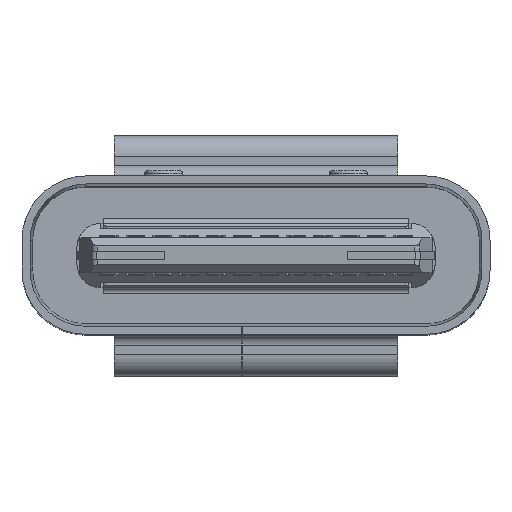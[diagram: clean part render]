
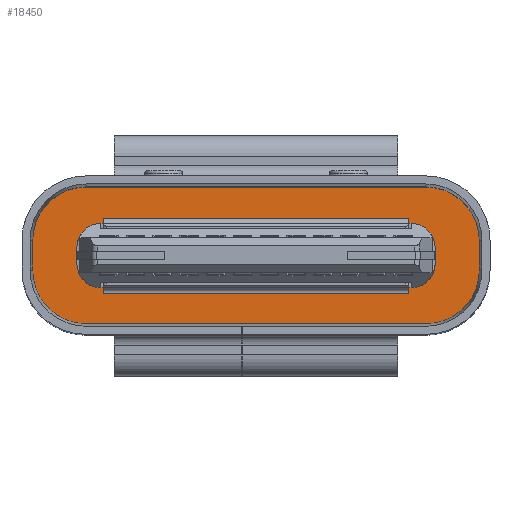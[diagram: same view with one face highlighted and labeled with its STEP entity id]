
A CAD part, top view. The second image highlights one B-rep face of the part: STEP entity #18450.
In plain terms, the highlighted planar face has unit normal (0, 0, 1).
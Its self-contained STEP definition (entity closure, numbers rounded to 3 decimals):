
#134=FACE_BOUND('',#3185,.T.);
#1310=PLANE('',#19735);
#2207=FACE_OUTER_BOUND('',#3184,.T.);
#3184=EDGE_LOOP('',(#16285,#16286,#16287,#16288,#16289,#16290,#16291,#16292,
#16293,#16294));
#3185=EDGE_LOOP('',(#16295,#16296,#16297,#16298,#16299,#16300,#16301,#16302,
#16303,#16304,#16305,#16306,#16307,#16308,#16309,#16310));
#3347=LINE('',#24849,#5490);
#3503=LINE('',#26027,#5646);
#3506=LINE('',#26035,#5649);
#3509=LINE('',#26043,#5652);
#3518=LINE('',#26074,#5661);
#4909=LINE('',#29578,#7052);
#4911=LINE('',#29584,#7054);
#4913=LINE('',#29588,#7056);
#4922=LINE('',#29625,#7065);
#4929=LINE('',#29652,#7072);
#4931=LINE('',#29658,#7074);
#4933=LINE('',#29662,#7076);
#4986=LINE('',#29791,#7129);
#5167=LINE('',#30272,#7310);
#5168=LINE('',#30274,#7311);
#5169=LINE('',#30276,#7312);
#5170=LINE('',#30278,#7313);
#5171=LINE('',#30281,#7314);
#5490=VECTOR('',#20017,10.);
#5646=VECTOR('',#20419,0.56);
#5649=VECTOR('',#20428,6.34);
#5652=VECTOR('',#20437,0.56);
#5661=VECTOR('',#20464,3.635);
#7052=VECTOR('',#23349,0.1);
#7054=VECTOR('',#23355,5.7);
#7056=VECTOR('',#23359,0.1);
#7065=VECTOR('',#23396,0.3);
#7072=VECTOR('',#23413,0.1);
#7074=VECTOR('',#23419,5.7);
#7076=VECTOR('',#23423,0.1);
#7129=VECTOR('',#23556,2.695);
#7310=VECTOR('',#24061,0.045);
#7311=VECTOR('',#24062,0.045);
#7312=VECTOR('',#24065,0.045);
#7313=VECTOR('',#24066,0.045);
#7314=VECTOR('',#24069,0.3);
#7684=CIRCLE('',#18746,1.);
#7685=CIRCLE('',#18749,1.);
#7686=CIRCLE('',#18752,1.);
#7687=CIRCLE('',#18755,1.);
#7864=CIRCLE('',#19529,0.45);
#7939=CIRCLE('',#19736,0.45);
#7940=CIRCLE('',#19737,0.45);
#7941=CIRCLE('',#19738,0.45);
#8024=VERTEX_POINT('',#24846);
#8025=VERTEX_POINT('',#24848);
#8194=VERTEX_POINT('',#26019);
#8195=VERTEX_POINT('',#26021);
#8196=VERTEX_POINT('',#26025);
#8197=VERTEX_POINT('',#26029);
#8198=VERTEX_POINT('',#26033);
#8199=VERTEX_POINT('',#26037);
#8200=VERTEX_POINT('',#26041);
#8201=VERTEX_POINT('',#26045);
#9265=VERTEX_POINT('',#29574);
#9266=VERTEX_POINT('',#29576);
#9268=VERTEX_POINT('',#29582);
#9269=VERTEX_POINT('',#29586);
#9280=VERTEX_POINT('',#29618);
#9283=VERTEX_POINT('',#29623);
#9289=VERTEX_POINT('',#29643);
#9291=VERTEX_POINT('',#29648);
#9292=VERTEX_POINT('',#29650);
#9294=VERTEX_POINT('',#29656);
#9295=VERTEX_POINT('',#29660);
#9468=VERTEX_POINT('',#30269);
#9469=VERTEX_POINT('',#30270);
#9470=VERTEX_POINT('',#30273);
#9471=VERTEX_POINT('',#30277);
#9472=VERTEX_POINT('',#30279);
#9722=EDGE_CURVE('',#8025,#8024,#3347,.T.);
#9946=EDGE_CURVE('',#8194,#8195,#7684,.T.);
#9949=EDGE_CURVE('',#8194,#8196,#3503,.T.);
#9951=EDGE_CURVE('',#8197,#8196,#7685,.T.);
#9953=EDGE_CURVE('',#8198,#8197,#3506,.T.);
#9955=EDGE_CURVE('',#8199,#8198,#7686,.T.);
#9957=EDGE_CURVE('',#8200,#8199,#3509,.T.);
#9959=EDGE_CURVE('',#8201,#8200,#7687,.T.);
#9973=EDGE_CURVE('',#8201,#8025,#3518,.T.);
#11557=EDGE_CURVE('',#9265,#9266,#4909,.T.);
#11560=EDGE_CURVE('',#9266,#9268,#4911,.T.);
#11562=EDGE_CURVE('',#9268,#9269,#4913,.T.);
#11579=EDGE_CURVE('',#9280,#9283,#4922,.T.);
#11587=EDGE_CURVE('',#9289,#9283,#7864,.T.);
#11590=EDGE_CURVE('',#9292,#9291,#4929,.T.);
#11593=EDGE_CURVE('',#9292,#9294,#4931,.T.);
#11595=EDGE_CURVE('',#9294,#9295,#4933,.T.);
#11658=EDGE_CURVE('',#8024,#8195,#4986,.T.);
#11905=EDGE_CURVE('',#9468,#9469,#7939,.T.);
#11906=EDGE_CURVE('',#9468,#9265,#5167,.T.);
#11907=EDGE_CURVE('',#9269,#9470,#5168,.T.);
#11908=EDGE_CURVE('',#9280,#9470,#7940,.T.);
#11909=EDGE_CURVE('',#9289,#9291,#5169,.T.);
#11910=EDGE_CURVE('',#9295,#9471,#5170,.T.);
#11911=EDGE_CURVE('',#9472,#9471,#7941,.T.);
#11912=EDGE_CURVE('',#9472,#9469,#5171,.T.);
#16285=ORIENTED_EDGE('',*,*,#9722,.T.);
#16286=ORIENTED_EDGE('',*,*,#11658,.T.);
#16287=ORIENTED_EDGE('',*,*,#9946,.F.);
#16288=ORIENTED_EDGE('',*,*,#9949,.T.);
#16289=ORIENTED_EDGE('',*,*,#9951,.F.);
#16290=ORIENTED_EDGE('',*,*,#9953,.F.);
#16291=ORIENTED_EDGE('',*,*,#9955,.F.);
#16292=ORIENTED_EDGE('',*,*,#9957,.F.);
#16293=ORIENTED_EDGE('',*,*,#9959,.F.);
#16294=ORIENTED_EDGE('',*,*,#9973,.T.);
#16295=ORIENTED_EDGE('',*,*,#11905,.F.);
#16296=ORIENTED_EDGE('',*,*,#11906,.T.);
#16297=ORIENTED_EDGE('',*,*,#11557,.T.);
#16298=ORIENTED_EDGE('',*,*,#11560,.T.);
#16299=ORIENTED_EDGE('',*,*,#11562,.T.);
#16300=ORIENTED_EDGE('',*,*,#11907,.T.);
#16301=ORIENTED_EDGE('',*,*,#11908,.F.);
#16302=ORIENTED_EDGE('',*,*,#11579,.T.);
#16303=ORIENTED_EDGE('',*,*,#11587,.F.);
#16304=ORIENTED_EDGE('',*,*,#11909,.T.);
#16305=ORIENTED_EDGE('',*,*,#11590,.F.);
#16306=ORIENTED_EDGE('',*,*,#11593,.T.);
#16307=ORIENTED_EDGE('',*,*,#11595,.T.);
#16308=ORIENTED_EDGE('',*,*,#11910,.T.);
#16309=ORIENTED_EDGE('',*,*,#11911,.F.);
#16310=ORIENTED_EDGE('',*,*,#11912,.T.);
#18450=ADVANCED_FACE('',(#2207,#134),#1310,.T.);
#18746=AXIS2_PLACEMENT_3D('',#26022,#20413,#20414);
#18749=AXIS2_PLACEMENT_3D('',#26031,#20423,#20424);
#18752=AXIS2_PLACEMENT_3D('',#26039,#20432,#20433);
#18755=AXIS2_PLACEMENT_3D('',#26047,#20441,#20442);
#19529=AXIS2_PLACEMENT_3D('',#29645,#23406,#23407);
#19735=AXIS2_PLACEMENT_3D('',#30268,#24057,#24058);
#19736=AXIS2_PLACEMENT_3D('',#30271,#24059,#24060);
#19737=AXIS2_PLACEMENT_3D('',#30275,#24063,#24064);
#19738=AXIS2_PLACEMENT_3D('',#30280,#24067,#24068);
#20017=DIRECTION('',(1.,0.,0.));
#20413=DIRECTION('center_axis',(0.,0.,-1.));
#20414=DIRECTION('ref_axis',(1.,0.,0.));
#20419=DIRECTION('',(0.,1.,0.));
#20423=DIRECTION('center_axis',(0.,0.,-1.));
#20424=DIRECTION('ref_axis',(0.,1.,0.));
#20428=DIRECTION('',(1.,0.,0.));
#20432=DIRECTION('center_axis',(0.,0.,-1.));
#20433=DIRECTION('ref_axis',(-1.,0.,0.));
#20437=DIRECTION('',(0.,1.,0.));
#20441=DIRECTION('center_axis',(0.,0.,-1.));
#20442=DIRECTION('ref_axis',(0.,-1.,0.));
#20464=DIRECTION('',(1.,0.,0.));
#23349=DIRECTION('',(0.,1.,0.));
#23355=DIRECTION('',(1.,0.,0.));
#23359=DIRECTION('',(0.,-1.,0.));
#23396=DIRECTION('',(0.,-1.,0.));
#23406=DIRECTION('center_axis',(0.,0.,1.));
#23407=DIRECTION('ref_axis',(0.,-1.,0.));
#23413=DIRECTION('',(0.,1.,0.));
#23419=DIRECTION('',(-1.,0.,0.));
#23423=DIRECTION('',(0.,1.,0.));
#23556=DIRECTION('',(1.,0.,0.));
#24057=DIRECTION('center_axis',(0.,0.,1.));
#24058=DIRECTION('ref_axis',(1.,0.,0.));
#24059=DIRECTION('center_axis',(0.,0.,1.));
#24060=DIRECTION('ref_axis',(0.,1.,0.));
#24061=DIRECTION('',(1.,0.,0.));
#24062=DIRECTION('',(1.,0.,0.));
#24063=DIRECTION('center_axis',(0.,0.,1.));
#24064=DIRECTION('ref_axis',(1.,0.,0.));
#24065=DIRECTION('',(-1.,0.,0.));
#24066=DIRECTION('',(-1.,0.,0.));
#24067=DIRECTION('center_axis',(0.,0.,1.));
#24068=DIRECTION('ref_axis',(-1.,0.,0.));
#24069=DIRECTION('',(0.,1.,0.));
#24846=CARTESIAN_POINT('',(0.475,-1.28,2.602));
#24848=CARTESIAN_POINT('',(0.465,-1.28,2.602));
#24849=CARTESIAN_POINT('',(1.795,-1.28,2.602));
#26019=CARTESIAN_POINT('',(4.17,-0.28,2.602));
#26021=CARTESIAN_POINT('',(3.17,-1.28,2.602));
#26022=CARTESIAN_POINT('Origin',(3.17,-0.28,2.602));
#26025=CARTESIAN_POINT('',(4.17,0.28,2.602));
#26027=CARTESIAN_POINT('',(4.17,-0.28,2.602));
#26029=CARTESIAN_POINT('',(3.17,1.28,2.602));
#26031=CARTESIAN_POINT('Origin',(3.17,0.28,2.602));
#26033=CARTESIAN_POINT('',(-3.17,1.28,2.602));
#26035=CARTESIAN_POINT('',(-3.17,1.28,2.602));
#26037=CARTESIAN_POINT('',(-4.17,0.28,2.602));
#26039=CARTESIAN_POINT('Origin',(-3.17,0.28,2.602));
#26041=CARTESIAN_POINT('',(-4.17,-0.28,2.602));
#26043=CARTESIAN_POINT('',(-4.17,-0.28,2.602));
#26045=CARTESIAN_POINT('',(-3.17,-1.28,2.602));
#26047=CARTESIAN_POINT('Origin',(-3.17,-0.28,2.602));
#26074=CARTESIAN_POINT('',(-3.17,-1.28,2.602));
#29574=CARTESIAN_POINT('',(-2.85,0.6,2.602));
#29576=CARTESIAN_POINT('',(-2.85,0.7,2.602));
#29578=CARTESIAN_POINT('',(-2.85,0.6,2.602));
#29582=CARTESIAN_POINT('',(2.85,0.7,2.602));
#29584=CARTESIAN_POINT('',(-2.85,0.7,2.602));
#29586=CARTESIAN_POINT('',(2.85,0.6,2.602));
#29588=CARTESIAN_POINT('',(2.85,0.7,2.602));
#29618=CARTESIAN_POINT('',(3.345,0.15,2.602));
#29623=CARTESIAN_POINT('',(3.345,-0.15,2.602));
#29625=CARTESIAN_POINT('',(3.345,0.15,2.602));
#29643=CARTESIAN_POINT('',(2.895,-0.6,2.602));
#29645=CARTESIAN_POINT('Origin',(2.895,-0.15,2.602));
#29648=CARTESIAN_POINT('',(2.85,-0.6,2.602));
#29650=CARTESIAN_POINT('',(2.85,-0.7,2.602));
#29652=CARTESIAN_POINT('',(2.85,-0.7,2.602));
#29656=CARTESIAN_POINT('',(-2.85,-0.7,2.602));
#29658=CARTESIAN_POINT('',(2.85,-0.7,2.602));
#29660=CARTESIAN_POINT('',(-2.85,-0.6,2.602));
#29662=CARTESIAN_POINT('',(-2.85,-0.7,2.602));
#29791=CARTESIAN_POINT('',(0.475,-1.28,2.602));
#30268=CARTESIAN_POINT('Origin',(3.485,0.,2.602));
#30269=CARTESIAN_POINT('',(-2.895,0.6,2.602));
#30270=CARTESIAN_POINT('',(-3.345,0.15,2.602));
#30271=CARTESIAN_POINT('Origin',(-2.895,0.15,2.602));
#30272=CARTESIAN_POINT('',(-2.895,0.6,2.602));
#30273=CARTESIAN_POINT('',(2.895,0.6,2.602));
#30274=CARTESIAN_POINT('',(2.85,0.6,2.602));
#30275=CARTESIAN_POINT('Origin',(2.895,0.15,2.602));
#30276=CARTESIAN_POINT('',(2.895,-0.6,2.602));
#30277=CARTESIAN_POINT('',(-2.895,-0.6,2.602));
#30278=CARTESIAN_POINT('',(-2.85,-0.6,2.602));
#30279=CARTESIAN_POINT('',(-3.345,-0.15,2.602));
#30280=CARTESIAN_POINT('Origin',(-2.895,-0.15,2.602));
#30281=CARTESIAN_POINT('',(-3.345,-0.15,2.602));
